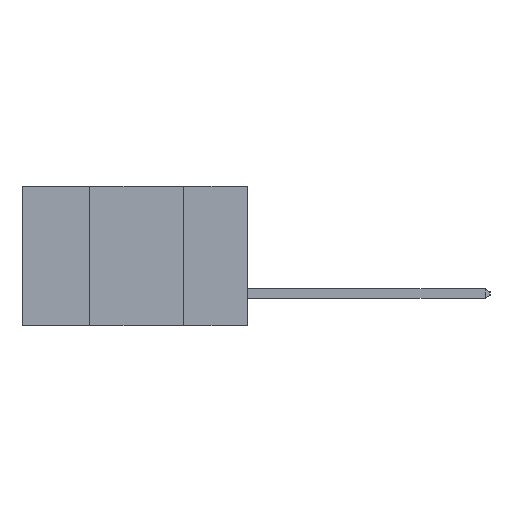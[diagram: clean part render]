
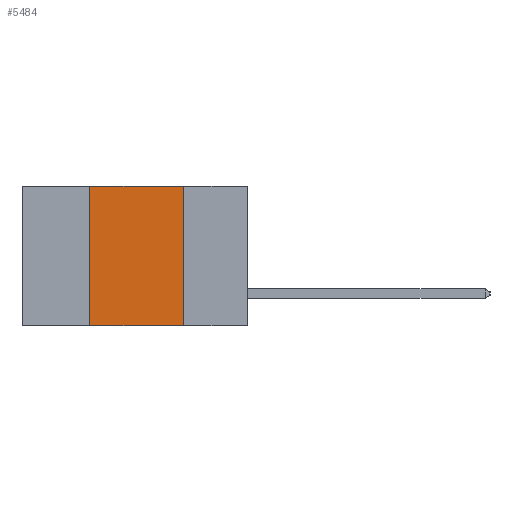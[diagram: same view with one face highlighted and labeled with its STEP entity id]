
A CAD part, left-side view. The second image highlights one B-rep face of the part: STEP entity #5484.
In plain terms, the highlighted planar face has unit normal (-1, 0, 0).
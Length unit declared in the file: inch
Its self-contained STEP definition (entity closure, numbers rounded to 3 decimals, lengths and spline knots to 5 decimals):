
#104 = EDGE_CURVE ( 'NONE', #6489, #9950, #629, .T. ) ;
#174 = VECTOR ( 'NONE', #5403, 39.37008 ) ;
#629 = LINE ( 'NONE', #12150, #5619 ) ;
#1083 = VECTOR ( 'NONE', #12242, 39.37008 ) ;
#1222 = VECTOR ( 'NONE', #8031, 39.37008 ) ;
#1637 = CARTESIAN_POINT ( 'NONE',  ( 0., 0.42, -0.37 ) ) ;
#3015 = AXIS2_PLACEMENT_3D ( 'NONE', #7154, #7131, #7115 ) ;
#4657 = VERTEX_POINT ( 'NONE', #9867 ) ;
#5256 = ORIENTED_EDGE ( 'NONE', *, *, #11519, .F. ) ;
#5319 = ORIENTED_EDGE ( 'NONE', *, *, #104, .F. ) ;
#5403 = DIRECTION ( 'NONE',  ( 0., -1., 0. ) ) ;
#5484 = ADVANCED_FACE ( 'NONE', ( #12232 ), #7294, .F. ) ;
#5619 = VECTOR ( 'NONE', #11438, 39.37008 ) ;
#5964 = EDGE_LOOP ( 'NONE', ( #5256, #5319, #6297, #8195 ) ) ;
#6297 = ORIENTED_EDGE ( 'NONE', *, *, #10880, .F. ) ;
#6360 = LINE ( 'NONE', #1637, #1083 ) ;
#6489 = VERTEX_POINT ( 'NONE', #11758 ) ;
#7072 = CARTESIAN_POINT ( 'NONE',  ( 0., 0.17, -0.37 ) ) ;
#7115 = DIRECTION ( 'NONE',  ( 0., 0., -1. ) ) ;
#7131 = DIRECTION ( 'NONE',  ( 1., 0., 0. ) ) ;
#7154 = CARTESIAN_POINT ( 'NONE',  ( 0., 0.6, 0. ) ) ;
#7294 = PLANE ( 'NONE',  #3015 ) ;
#7765 = LINE ( 'NONE', #11192, #174 ) ;
#8031 = DIRECTION ( 'NONE',  ( 0., 0., -1. ) ) ;
#8195 = ORIENTED_EDGE ( 'NONE', *, *, #8305, .T. ) ;
#8305 = EDGE_CURVE ( 'NONE', #9782, #4657, #7765, .T. ) ;
#9058 = LINE ( 'NONE', #7072, #1222 ) ;
#9782 = VERTEX_POINT ( 'NONE', #10395 ) ;
#9867 = CARTESIAN_POINT ( 'NONE',  ( 0., 0.17, -0.37 ) ) ;
#9950 = VERTEX_POINT ( 'NONE', #11595 ) ;
#10395 = CARTESIAN_POINT ( 'NONE',  ( 0., 0.42, -0.37 ) ) ;
#10880 = EDGE_CURVE ( 'NONE', #9782, #6489, #6360, .T. ) ;
#11192 = CARTESIAN_POINT ( 'NONE',  ( 0., 0.6, -0.37 ) ) ;
#11438 = DIRECTION ( 'NONE',  ( 0., -1., 0. ) ) ;
#11519 = EDGE_CURVE ( 'NONE', #9950, #4657, #9058, .T. ) ;
#11595 = CARTESIAN_POINT ( 'NONE',  ( 0., 0.17, 0. ) ) ;
#11758 = CARTESIAN_POINT ( 'NONE',  ( 0., 0.42, 0. ) ) ;
#12150 = CARTESIAN_POINT ( 'NONE',  ( 0., 0.6, 0. ) ) ;
#12232 = FACE_OUTER_BOUND ( 'NONE', #5964, .T. ) ;
#12242 = DIRECTION ( 'NONE',  ( 0., 0., 1. ) ) ;
